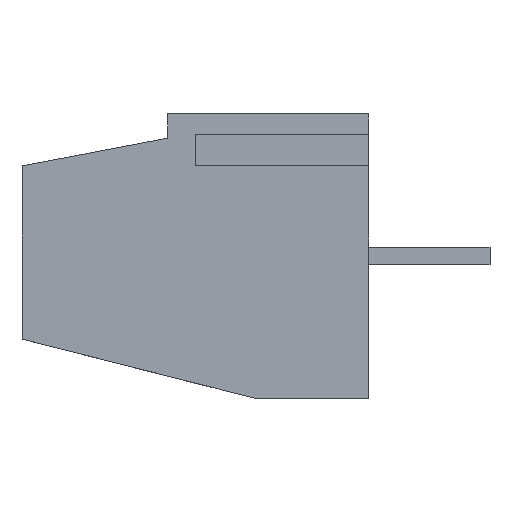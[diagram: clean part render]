
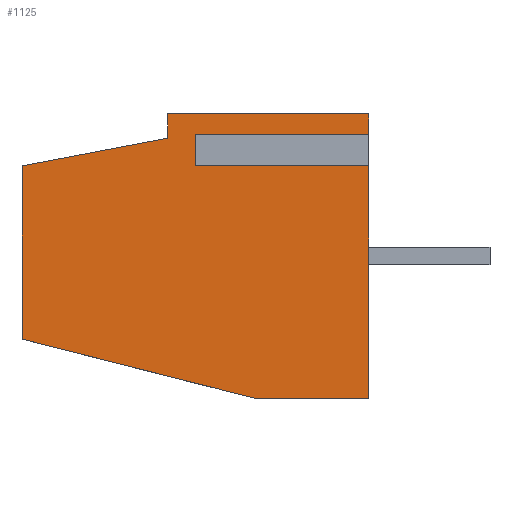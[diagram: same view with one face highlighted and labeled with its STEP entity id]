
A CAD part, left-side view. The second image highlights one B-rep face of the part: STEP entity #1125.
In plain terms, the highlighted planar face has unit normal (-1, 0, 0).
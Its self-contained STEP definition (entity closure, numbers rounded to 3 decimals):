
#72=DIRECTION('',(0.,0.,1.));
#73=VECTOR('',#72,0.5);
#74=CARTESIAN_POINT('',(-5.,0.,-1.3));
#75=LINE('',#74,#73);
#76=DIRECTION('',(0.,1.,0.));
#77=VECTOR('',#76,5.);
#78=CARTESIAN_POINT('',(-5.,-5.,-1.3));
#79=LINE('',#78,#77);
#80=DIRECTION('',(0.,0.,-1.));
#81=VECTOR('',#80,6.9);
#82=CARTESIAN_POINT('',(-5.,-5.,-1.3));
#83=LINE('',#82,#81);
#84=DIRECTION('',(0.,1.,0.));
#85=VECTOR('',#84,3.3);
#86=CARTESIAN_POINT('',(-5.,-5.,-8.2));
#87=LINE('',#86,#85);
#88=DIRECTION('',(0.,0.969,0.246));
#89=VECTOR('',#88,6.912);
#90=CARTESIAN_POINT('',(-5.,-1.7,-8.2));
#91=LINE('',#90,#89);
#92=DIRECTION('',(0.,0.,1.));
#93=VECTOR('',#92,5.);
#94=CARTESIAN_POINT('',(-5.,5.,-6.5));
#95=LINE('',#94,#93);
#96=DIRECTION('',(0.,-0.982,0.187));
#97=VECTOR('',#96,4.276);
#98=CARTESIAN_POINT('',(-5.,5.,-1.5));
#99=LINE('',#98,#97);
#100=DIRECTION('',(0.,0.,1.));
#101=VECTOR('',#100,0.7);
#102=CARTESIAN_POINT('',(-5.,0.8,-0.7));
#103=LINE('',#102,#101);
#104=DIRECTION('',(0.,-1.,0.));
#105=VECTOR('',#104,5.8);
#106=CARTESIAN_POINT('',(-5.,0.8,0.));
#107=LINE('',#106,#105);
#108=DIRECTION('',(0.,0.,-1.));
#109=VECTOR('',#108,0.8);
#110=CARTESIAN_POINT('',(-5.,-5.,0.));
#111=LINE('',#110,#109);
#112=DIRECTION('',(0.,1.,0.));
#113=VECTOR('',#112,5.);
#114=CARTESIAN_POINT('',(-5.,-5.,-0.8));
#115=LINE('',#114,#113);
#844=CARTESIAN_POINT('',(-5.,-5.,-8.2));
#845=CARTESIAN_POINT('',(-5.,-1.7,-8.2));
#846=VERTEX_POINT('',#844);
#847=VERTEX_POINT('',#845);
#848=CARTESIAN_POINT('',(-5.,5.,-6.5));
#849=VERTEX_POINT('',#848);
#850=CARTESIAN_POINT('',(-5.,5.,-1.5));
#851=VERTEX_POINT('',#850);
#852=CARTESIAN_POINT('',(-5.,0.8,-0.7));
#853=VERTEX_POINT('',#852);
#854=CARTESIAN_POINT('',(-5.,0.8,0.));
#855=VERTEX_POINT('',#854);
#856=CARTESIAN_POINT('',(-5.,-5.,0.));
#857=VERTEX_POINT('',#856);
#936=CARTESIAN_POINT('',(-5.,0.,-1.3));
#937=CARTESIAN_POINT('',(-5.,0.,-0.8));
#938=VERTEX_POINT('',#936);
#939=VERTEX_POINT('',#937);
#940=CARTESIAN_POINT('',(-5.,-5.,-0.8));
#941=VERTEX_POINT('',#940);
#942=CARTESIAN_POINT('',(-5.,-5.,-1.3));
#943=VERTEX_POINT('',#942);
#1096=CARTESIAN_POINT('',(-5.,0.,0.));
#1097=DIRECTION('',(1.,0.,0.));
#1098=DIRECTION('',(0.,0.,-1.));
#1099=AXIS2_PLACEMENT_3D('',#1096,#1097,#1098);
#1100=PLANE('',#1099);
#1102=ORIENTED_EDGE('',*,*,#1101,.F.);
#1104=ORIENTED_EDGE('',*,*,#1103,.F.);
#1106=ORIENTED_EDGE('',*,*,#1105,.T.);
#1108=ORIENTED_EDGE('',*,*,#1107,.T.);
#1110=ORIENTED_EDGE('',*,*,#1109,.T.);
#1112=ORIENTED_EDGE('',*,*,#1111,.T.);
#1114=ORIENTED_EDGE('',*,*,#1113,.T.);
#1116=ORIENTED_EDGE('',*,*,#1115,.T.);
#1118=ORIENTED_EDGE('',*,*,#1117,.T.);
#1120=ORIENTED_EDGE('',*,*,#1119,.T.);
#1122=ORIENTED_EDGE('',*,*,#1121,.T.);
#1123=EDGE_LOOP('',(#1102,#1104,#1106,#1108,#1110,#1112,#1114,#1116,#1118,#1120,
#1122));
#1124=FACE_OUTER_BOUND('',#1123,.F.);
#1125=ADVANCED_FACE('',(#1124),#1100,.F.);
#1101=EDGE_CURVE('',#938,#939,#75,.T.);
#1103=EDGE_CURVE('',#943,#938,#79,.T.);
#1105=EDGE_CURVE('',#943,#846,#83,.T.);
#1107=EDGE_CURVE('',#846,#847,#87,.T.);
#1109=EDGE_CURVE('',#847,#849,#91,.T.);
#1111=EDGE_CURVE('',#849,#851,#95,.T.);
#1113=EDGE_CURVE('',#851,#853,#99,.T.);
#1115=EDGE_CURVE('',#853,#855,#103,.T.);
#1117=EDGE_CURVE('',#855,#857,#107,.T.);
#1119=EDGE_CURVE('',#857,#941,#111,.T.);
#1121=EDGE_CURVE('',#941,#939,#115,.T.);
